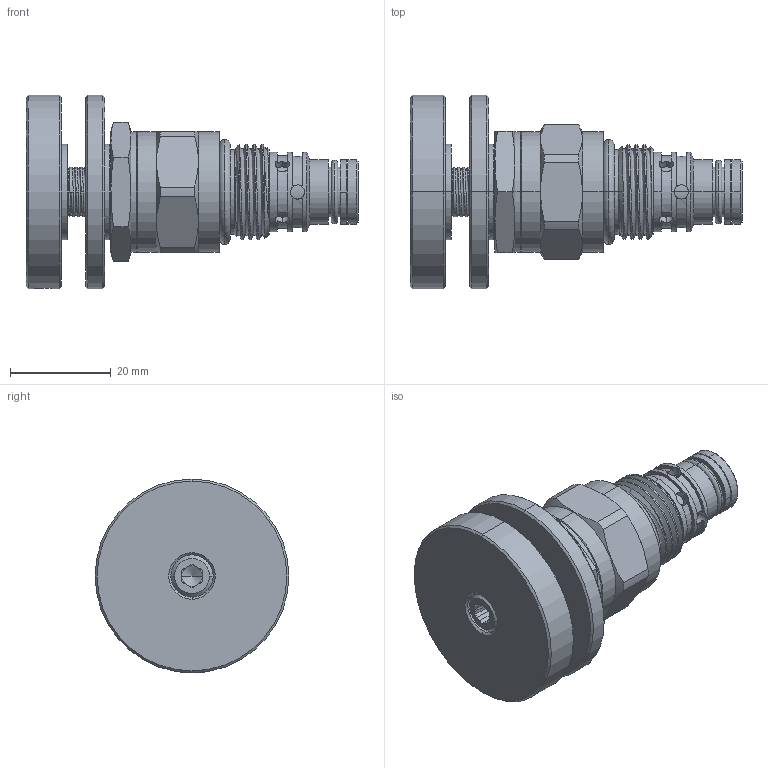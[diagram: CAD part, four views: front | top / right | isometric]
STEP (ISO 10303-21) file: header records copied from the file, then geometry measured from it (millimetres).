
FILE_DESCRIPTION (( 'STEP AP203' ), '1' );
FILE_NAME ('NC08W20-B.STEP', '2016-06-07T07:15:46', ( '' ), ( '' ), 'SwSTEP 2.0', 'SolidWorks 2012', '' );
FILE_SCHEMA (( 'CONFIG_CONTROL_DESIGN' ));
Length unit declared in the file: millimetre
Products named in the file (1): NC08W20-B
Bounding box: 65.81 x 38.4 x 38.4 mm (x, y, z)
Volume: 28218.7 mm3; surface area: 12206 mm2
Topology: 6 solids, 6 shells, 327 faces, 855 edges, 544 vertices
Faces by surface type: cylinder 168, plane 85, cone 56, torus 10, bspline 8
Entity records: 23650 total; most frequent: CARTESIAN_POINT 16166, ORIENTED_EDGE 1702, DIRECTION 1407, EDGE_CURVE 851, VERTEX_POINT 544, AXIS2_PLACEMENT_3D 541, EDGE_LOOP 345, FACE_OUTER_BOUND 327
